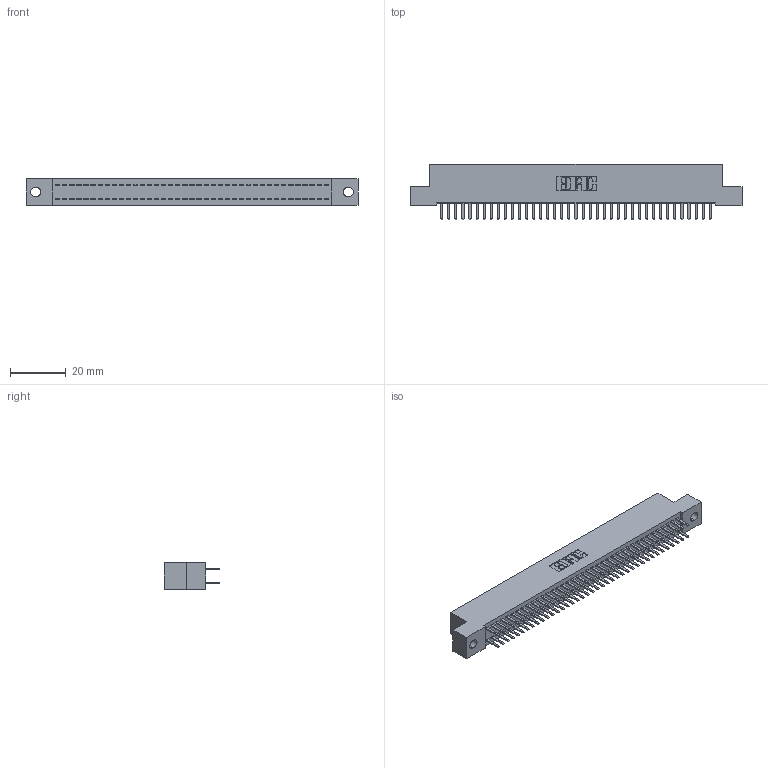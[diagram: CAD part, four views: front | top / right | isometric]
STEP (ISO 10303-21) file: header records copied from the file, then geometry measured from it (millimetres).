
FILE_DESCRIPTION (( 'STEP AP203' ), '1' );
FILE_NAME ('392-078-520-202.STEP', '2019-10-09T13:48:57', ( '' ), ( '' ), 'SwSTEP 2.0', 'SolidWorks 2016', '' );
FILE_SCHEMA (( 'CONFIG_CONTROL_DESIGN' ));
Length unit declared in the file: inch
Products named in the file (3): 392-078-520-202; 342 Part_.128 Slot; 345-292-001_345-293-120
Assembly tree (79 placements, depth 2):
  392-078-520-202
    342 Part_.128 Slot
    345-292-001_345-293-120  x78
Bounding box: 119.38 x 20.02 x 9.4 mm (x, y, z)
Volume: 10625.6 mm3; surface area: 16900.6 mm2
Topology: 79 solids, 79 shells, 4482 faces, 13025 edges, 8474 vertices
Faces by surface type: plane 3034, cylinder 1448
Entity records: 25595 total; most frequent: CARTESIAN_POINT 4258, ORIENTED_EDGE 4182, DIRECTION 3631, EDGE_CURVE 2091, LINE 1959, VECTOR 1959, VERTEX_POINT 1390, AXIS2_PLACEMENT_3D 836
